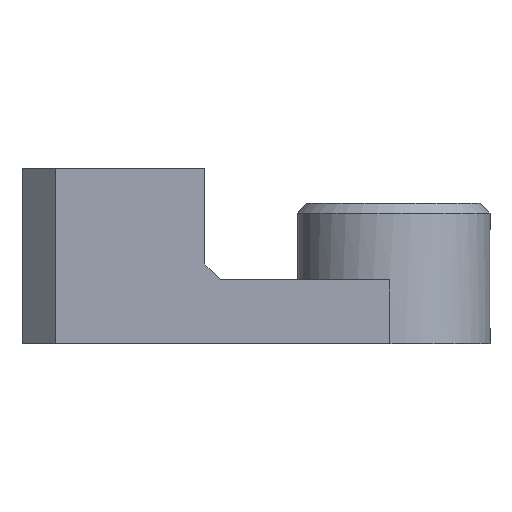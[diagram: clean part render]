
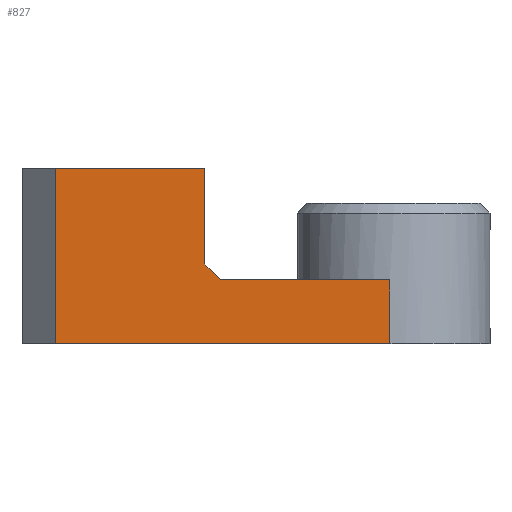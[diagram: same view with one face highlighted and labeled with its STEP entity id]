
A CAD part, front view. The second image highlights one B-rep face of the part: STEP entity #827.
In plain terms, the highlighted planar face has unit normal (-0.039, -0.999, 0).
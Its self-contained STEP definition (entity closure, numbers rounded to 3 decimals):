
#42 = EDGE_CURVE ( 'NONE', #508, #937, #647, .T. ) ;
#43 = CARTESIAN_POINT ( 'NONE',  ( -6.155, -18.116, 0. ) ) ;
#79 = VECTOR ( 'NONE', #964, 1000. ) ;
#81 = AXIS2_PLACEMENT_3D ( 'NONE', #321, #1137, #1189 ) ;
#82 = DIRECTION ( 'NONE',  ( 0.999, -0.039, 0. ) ) ;
#124 = DIRECTION ( 'NONE',  ( 0., 0., -1. ) ) ;
#128 = VERTEX_POINT ( 'NONE', #678 ) ;
#144 = EDGE_CURVE ( 'NONE', #1145, #567, #822, .T. ) ;
#147 = CARTESIAN_POINT ( 'NONE',  ( -0.709, -18.327, 2. ) ) ;
#177 = VECTOR ( 'NONE', #1342, 1000. ) ;
#266 = LINE ( 'NONE', #273, #79 ) ;
#273 = CARTESIAN_POINT ( 'NONE',  ( -1.309, -18.304, 2.354 ) ) ;
#287 = EDGE_CURVE ( 'NONE', #567, #1216, #1191, .T. ) ;
#296 = EDGE_CURVE ( 'NONE', #128, #937, #266, .T. ) ;
#308 = VECTOR ( 'NONE', #709, 1000. ) ;
#321 = CARTESIAN_POINT ( 'NONE',  ( -0.709, -18.327, 0. ) ) ;
#355 = VECTOR ( 'NONE', #124, 1000. ) ;
#505 = ORIENTED_EDGE ( 'NONE', *, *, #287, .T. ) ;
#508 = VERTEX_POINT ( 'NONE', #616 ) ;
#547 = ORIENTED_EDGE ( 'NONE', *, *, #1272, .F. ) ;
#567 = VERTEX_POINT ( 'NONE', #1193 ) ;
#583 = LINE ( 'NONE', #1187, #308 ) ;
#602 = FACE_OUTER_BOUND ( 'NONE', #1231, .T. ) ;
#613 = CARTESIAN_POINT ( 'NONE',  ( 4.358, -18.523, 0. ) ) ;
#616 = CARTESIAN_POINT ( 'NONE',  ( -1.455, -18.298, 5.5 ) ) ;
#647 = LINE ( 'NONE', #1503, #928 ) ;
#656 = VECTOR ( 'NONE', #82, 1000. ) ;
#678 = CARTESIAN_POINT ( 'NONE',  ( -0.955, -18.317, 2. ) ) ;
#709 = DIRECTION ( 'NONE',  ( 0.999, -0.039, 0. ) ) ;
#742 = DIRECTION ( 'NONE',  ( 0.999, -0.039, 0. ) ) ;
#765 = ORIENTED_EDGE ( 'NONE', *, *, #144, .T. ) ;
#822 = LINE ( 'NONE', #1261, #656 ) ;
#827 = ADVANCED_FACE ( 'NONE', ( #602 ), #1390, .T. ) ;
#836 = CARTESIAN_POINT ( 'NONE',  ( -6.155, -18.116, 5.5 ) ) ;
#851 = CARTESIAN_POINT ( 'NONE',  ( -1.455, -18.298, 2.5 ) ) ;
#868 = VERTEX_POINT ( 'NONE', #836 ) ;
#928 = VECTOR ( 'NONE', #1120, 1000. ) ;
#937 = VERTEX_POINT ( 'NONE', #851 ) ;
#964 = DIRECTION ( 'NONE',  ( -0.707, 0.027, 0.707 ) ) ;
#1009 = ORIENTED_EDGE ( 'NONE', *, *, #1320, .T. ) ;
#1027 = ORIENTED_EDGE ( 'NONE', *, *, #296, .T. ) ;
#1120 = DIRECTION ( 'NONE',  ( 0., 0., -1. ) ) ;
#1137 = DIRECTION ( 'NONE',  ( -0.039, -0.999, 0. ) ) ;
#1145 = VERTEX_POINT ( 'NONE', #43 ) ;
#1187 = CARTESIAN_POINT ( 'NONE',  ( -1.455, -18.298, 5.5 ) ) ;
#1189 = DIRECTION ( 'NONE',  ( 0.999, -0.039, 0. ) ) ;
#1191 = LINE ( 'NONE', #613, #177 ) ;
#1193 = CARTESIAN_POINT ( 'NONE',  ( 4.358, -18.523, 0. ) ) ;
#1216 = VERTEX_POINT ( 'NONE', #1548 ) ;
#1219 = LINE ( 'NONE', #147, #1391 ) ;
#1231 = EDGE_LOOP ( 'NONE', ( #547, #1009, #765, #505, #1364, #1027, #1310 ) ) ;
#1261 = CARTESIAN_POINT ( 'NONE',  ( -0.709, -18.327, 0. ) ) ;
#1272 = EDGE_CURVE ( 'NONE', #868, #508, #583, .T. ) ;
#1310 = ORIENTED_EDGE ( 'NONE', *, *, #42, .F. ) ;
#1320 = EDGE_CURVE ( 'NONE', #868, #1145, #1452, .T. ) ;
#1330 = CARTESIAN_POINT ( 'NONE',  ( -6.155, -18.116, 0. ) ) ;
#1342 = DIRECTION ( 'NONE',  ( 0., 0., 1. ) ) ;
#1364 = ORIENTED_EDGE ( 'NONE', *, *, #1373, .F. ) ;
#1373 = EDGE_CURVE ( 'NONE', #128, #1216, #1219, .T. ) ;
#1390 = PLANE ( 'NONE',  #81 ) ;
#1391 = VECTOR ( 'NONE', #742, 1000. ) ;
#1452 = LINE ( 'NONE', #1330, #355 ) ;
#1503 = CARTESIAN_POINT ( 'NONE',  ( -1.455, -18.298, 11.244 ) ) ;
#1548 = CARTESIAN_POINT ( 'NONE',  ( 4.358, -18.523, 2. ) ) ;
